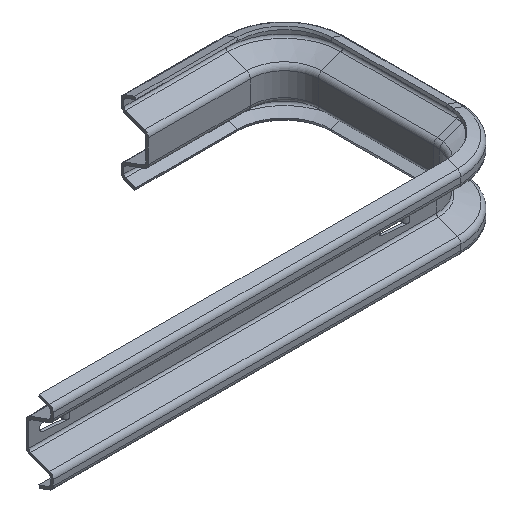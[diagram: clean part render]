
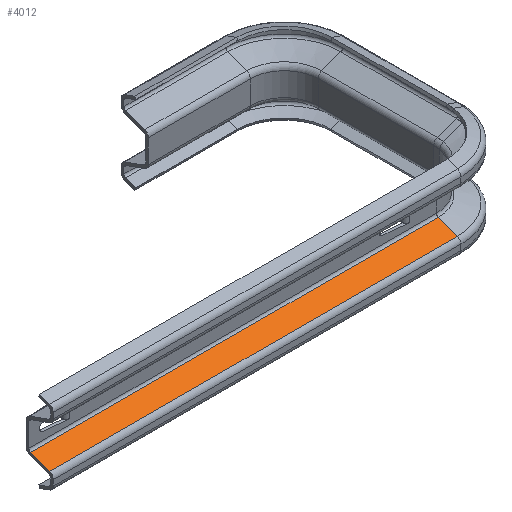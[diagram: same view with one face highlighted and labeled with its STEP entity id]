
A CAD part, isometric view. The second image highlights one B-rep face of the part: STEP entity #4012.
In plain terms, the highlighted planar face has unit normal (0, -0.342, 0.94).
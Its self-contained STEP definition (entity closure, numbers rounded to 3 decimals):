
#29 = PLANE ( 'NONE',  #1981 ) ;
#58 = LINE ( 'NONE', #3423, #3538 ) ;
#323 = CARTESIAN_POINT ( 'NONE',  ( 0., -17.368, -15.594 ) ) ;
#465 = CARTESIAN_POINT ( 'NONE',  ( 300., -3.316, -10.479 ) ) ;
#613 = CARTESIAN_POINT ( 'NONE',  ( 0., -17.368, -15.594 ) ) ;
#619 = EDGE_CURVE ( 'NONE', #8062, #4094, #6742, .T. ) ;
#937 = VECTOR ( 'NONE', #6477, 1000. ) ;
#1593 = CARTESIAN_POINT ( 'NONE',  ( 0., -2., -10. ) ) ;
#1981 = AXIS2_PLACEMENT_3D ( 'NONE', #2790, #6285, #2113 ) ;
#2113 = DIRECTION ( 'NONE',  ( 0., -0.94, -0.342 ) ) ;
#2790 = CARTESIAN_POINT ( 'NONE',  ( 0., -2., -10. ) ) ;
#3050 = VECTOR ( 'NONE', #4805, 1000. ) ;
#3165 = ORIENTED_EDGE ( 'NONE', *, *, #5872, .F. ) ;
#3423 = CARTESIAN_POINT ( 'NONE',  ( 300., -2., -10. ) ) ;
#3465 = EDGE_CURVE ( 'NONE', #5704, #8062, #4669, .T. ) ;
#3538 = VECTOR ( 'NONE', #4120, 1000. ) ;
#3845 = VERTEX_POINT ( 'NONE', #465 ) ;
#3881 = CARTESIAN_POINT ( 'NONE',  ( 0., -3.316, -10.479 ) ) ;
#4012 = ADVANCED_FACE ( 'NONE', ( #6066 ), #29, .T. ) ;
#4094 = VERTEX_POINT ( 'NONE', #6354 ) ;
#4120 = DIRECTION ( 'NONE',  ( 0., -0.94, -0.342 ) ) ;
#4596 = DIRECTION ( 'NONE',  ( 1., 0., 0. ) ) ;
#4669 = LINE ( 'NONE', #1593, #937 ) ;
#4805 = DIRECTION ( 'NONE',  ( 1., 0., 0. ) ) ;
#5173 = ORIENTED_EDGE ( 'NONE', *, *, #3465, .T. ) ;
#5313 = ORIENTED_EDGE ( 'NONE', *, *, #8715, .F. ) ;
#5638 = EDGE_LOOP ( 'NONE', ( #7888, #3165, #5313, #5173 ) ) ;
#5704 = VERTEX_POINT ( 'NONE', #8667 ) ;
#5872 = EDGE_CURVE ( 'NONE', #3845, #4094, #58, .T. ) ;
#6066 = FACE_OUTER_BOUND ( 'NONE', #5638, .T. ) ;
#6285 = DIRECTION ( 'NONE',  ( 0., -0.342, 0.94 ) ) ;
#6328 = VECTOR ( 'NONE', #4596, 1000. ) ;
#6354 = CARTESIAN_POINT ( 'NONE',  ( 300., -17.368, -15.594 ) ) ;
#6477 = DIRECTION ( 'NONE',  ( 0., -0.94, -0.342 ) ) ;
#6742 = LINE ( 'NONE', #613, #3050 ) ;
#7888 = ORIENTED_EDGE ( 'NONE', *, *, #619, .T. ) ;
#8062 = VERTEX_POINT ( 'NONE', #323 ) ;
#8187 = LINE ( 'NONE', #3881, #6328 ) ;
#8667 = CARTESIAN_POINT ( 'NONE',  ( 0., -3.316, -10.479 ) ) ;
#8715 = EDGE_CURVE ( 'NONE', #5704, #3845, #8187, .T. ) ;
